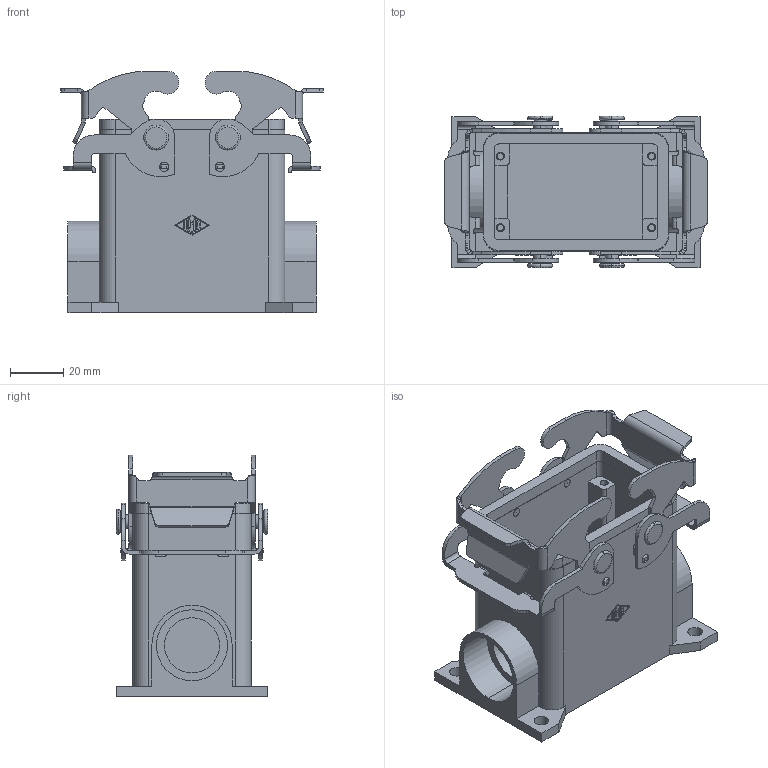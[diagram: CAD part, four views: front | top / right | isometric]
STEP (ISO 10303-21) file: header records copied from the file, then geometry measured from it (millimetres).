
FILE_DESCRIPTION(('Creo Elements/Direct Modeling STEP Export'),'2;1');
FILE_NAME('C7AP_10.21.stp','2014-09-01T 9:37:01',(''),(''),'Creo Elements/Direct Modeling STEP processor for AP214 (Solid Model)','Creo Elements/Direct Modeling 18.0B 02-Dec-2011 (C) Parametric Technology GmbH','');
FILE_SCHEMA(('AUTOMOTIVE_DESIGN { 1 0 10303 214 1 1 1 1 }'));
Length unit declared in the file: millimetre
Products named in the file (5): p1; p2; p3; CVAP_10.21; C7AP_10.21.stp
Assembly tree (4 placements, depth 3):
  C7AP_10.21.stp
    CVAP_10.21
      p3
      p2
      p1
Bounding box: 98.97 x 57 x 91 mm (x, y, z)
Volume: 102338.8 mm3; surface area: 59432.4 mm2
Topology: 3 solids, 3 shells, 613 faces, 1678 edges, 1107 vertices
Faces by surface type: plane 293, cylinder 272, bspline 28, torus 12, cone 8
Entity records: 25534 total; most frequent: CARTESIAN_POINT 9798, ORIENTED_EDGE 3340, DIRECTION 3187, EDGE_CURVE 1670, VERTEX_POINT 1107, AXIS2_PLACEMENT_3D 1074, VECTOR 1039, LINE 1039
